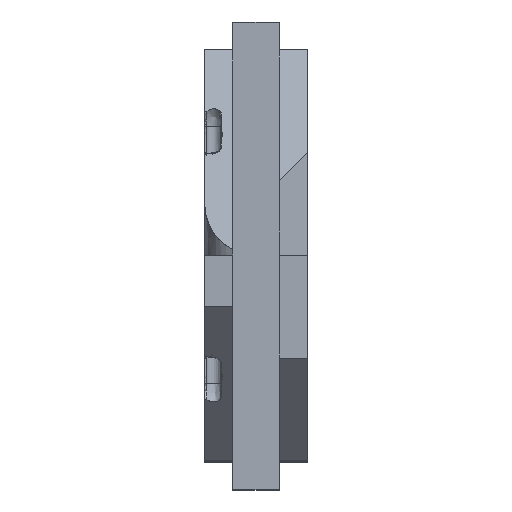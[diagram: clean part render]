
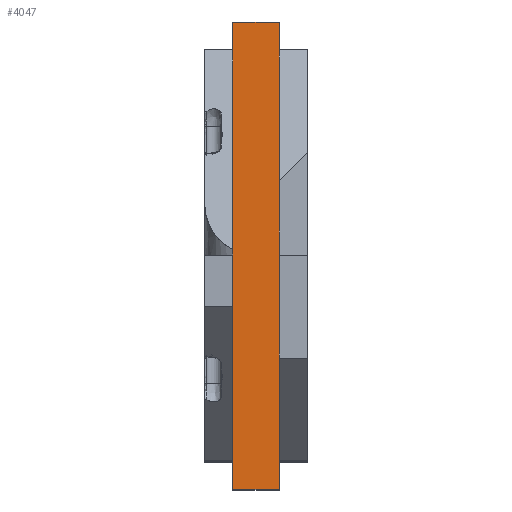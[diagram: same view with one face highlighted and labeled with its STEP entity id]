
A CAD part, top view. The second image highlights one B-rep face of the part: STEP entity #4047.
In plain terms, the highlighted free-form (B-spline) face has degree [1, 1] with [2, 2] control points.
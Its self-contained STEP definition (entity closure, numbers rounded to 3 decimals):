
#538=FACE_OUTER_BOUND('',#716,.T.);
#716=EDGE_LOOP('',(#3748,#3749,#3750,#3751));
#1375=B_SPLINE_CURVE_WITH_KNOTS('',1,(#16522,#16523),.UNSPECIFIED.,.F.,
 .F.,(2,2),(0.,1.),.UNSPECIFIED.);
#1376=B_SPLINE_CURVE_WITH_KNOTS('',1,(#16525,#16526),.UNSPECIFIED.,.F.,
 .F.,(2,2),(0.,1.),.UNSPECIFIED.);
#1377=B_SPLINE_CURVE_WITH_KNOTS('',1,(#16528,#16529),.UNSPECIFIED.,.F.,
 .F.,(2,2),(0.,1.),.UNSPECIFIED.);
#1378=B_SPLINE_CURVE_WITH_KNOTS('',1,(#16530,#16531),.UNSPECIFIED.,.F.,
 .F.,(2,2),(0.,1.),.UNSPECIFIED.);
#2154=VERTEX_POINT('',#16520);
#2155=VERTEX_POINT('',#16521);
#2156=VERTEX_POINT('',#16524);
#2157=VERTEX_POINT('',#16527);
#2945=EDGE_CURVE('',#2154,#2155,#1375,.T.);
#2946=EDGE_CURVE('',#2155,#2156,#1376,.T.);
#2947=EDGE_CURVE('',#2157,#2156,#1377,.T.);
#2948=EDGE_CURVE('',#2154,#2157,#1378,.T.);
#3748=ORIENTED_EDGE('',*,*,#2945,.T.);
#3749=ORIENTED_EDGE('',*,*,#2946,.T.);
#3750=ORIENTED_EDGE('',*,*,#2947,.F.);
#3751=ORIENTED_EDGE('',*,*,#2948,.F.);
#3881=B_SPLINE_SURFACE_WITH_KNOTS('',1,1,((#16516,#16517),(#16518,#16519)),
 .UNSPECIFIED.,.F.,.F.,.F.,(2,2),(2,2),(0.,1.),(0.,1.),.UNSPECIFIED.);
#4047=ADVANCED_FACE('',(#538),#3881,.T.);
#16516=CARTESIAN_POINT('Ctrl Pts',(34.284,378.687,-218.823));
#16517=CARTESIAN_POINT('Ctrl Pts',(34.284,278.687,-218.823));
#16518=CARTESIAN_POINT('Ctrl Pts',(44.284,378.687,-218.823));
#16519=CARTESIAN_POINT('Ctrl Pts',(44.284,278.687,-218.823));
#16520=CARTESIAN_POINT('',(34.284,378.687,-218.823));
#16521=CARTESIAN_POINT('',(44.284,378.687,-218.823));
#16522=CARTESIAN_POINT('Ctrl Pts',(34.284,378.687,-218.823));
#16523=CARTESIAN_POINT('Ctrl Pts',(44.284,378.687,-218.823));
#16524=CARTESIAN_POINT('',(44.284,278.687,-218.823));
#16525=CARTESIAN_POINT('Ctrl Pts',(44.284,378.687,-218.823));
#16526=CARTESIAN_POINT('Ctrl Pts',(44.284,278.687,-218.823));
#16527=CARTESIAN_POINT('',(34.284,278.687,-218.823));
#16528=CARTESIAN_POINT('Ctrl Pts',(34.284,278.687,-218.823));
#16529=CARTESIAN_POINT('Ctrl Pts',(44.284,278.687,-218.823));
#16530=CARTESIAN_POINT('Ctrl Pts',(34.284,378.687,-218.823));
#16531=CARTESIAN_POINT('Ctrl Pts',(34.284,278.687,-218.823));
